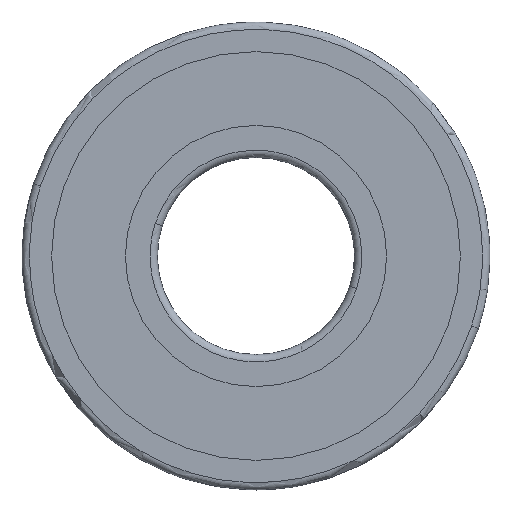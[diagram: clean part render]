
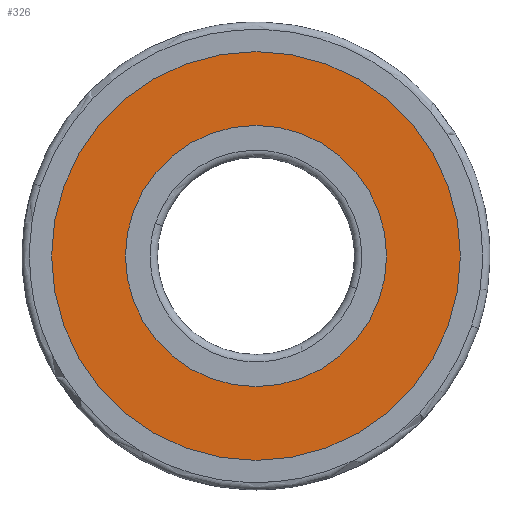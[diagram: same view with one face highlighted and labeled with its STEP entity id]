
A CAD part, left-side view. The second image highlights one B-rep face of the part: STEP entity #326.
In plain terms, the highlighted planar face has unit normal (-1, 0, 0).
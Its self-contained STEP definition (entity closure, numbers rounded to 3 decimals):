
#16 = VERTEX_POINT ( 'NONE', #104 ) ;
#19 = AXIS2_PLACEMENT_3D ( 'NONE', #42, #466, #187 ) ;
#42 = CARTESIAN_POINT ( 'NONE',  ( 0.64, 0., 0. ) ) ;
#45 = VERTEX_POINT ( 'NONE', #180 ) ;
#54 = CARTESIAN_POINT ( 'NONE',  ( 0.64, 0., -8.3 ) ) ;
#79 = EDGE_CURVE ( 'NONE', #16, #207, #437, .T. ) ;
#99 = DIRECTION ( 'NONE',  ( 1., 0., 0. ) ) ;
#104 = CARTESIAN_POINT ( 'NONE',  ( 0.64, 0., 8.3 ) ) ;
#115 = EDGE_CURVE ( 'NONE', #245, #45, #695, .T. ) ;
#127 = AXIS2_PLACEMENT_3D ( 'NONE', #317, #587, #244 ) ;
#130 = ORIENTED_EDGE ( 'NONE', *, *, #79, .F. ) ;
#165 = ORIENTED_EDGE ( 'NONE', *, *, #737, .F. ) ;
#177 = DIRECTION ( 'NONE',  ( 0., 0., -1. ) ) ;
#178 = EDGE_LOOP ( 'NONE', ( #130, #165 ) ) ;
#180 = CARTESIAN_POINT ( 'NONE',  ( 0.64, 0., -5.3 ) ) ;
#183 = DIRECTION ( 'NONE',  ( 0., 0., 1. ) ) ;
#187 = DIRECTION ( 'NONE',  ( 0., 0., -1. ) ) ;
#207 = VERTEX_POINT ( 'NONE', #54 ) ;
#244 = DIRECTION ( 'NONE',  ( 0., 0., -1. ) ) ;
#245 = VERTEX_POINT ( 'NONE', #643 ) ;
#248 = ORIENTED_EDGE ( 'NONE', *, *, #554, .T. ) ;
#264 = EDGE_LOOP ( 'NONE', ( #248, #342 ) ) ;
#317 = CARTESIAN_POINT ( 'NONE',  ( 0.64, 0., 0. ) ) ;
#326 = ADVANCED_FACE ( 'NONE', ( #797, #722 ), #665, .T. ) ;
#342 = ORIENTED_EDGE ( 'NONE', *, *, #115, .T. ) ;
#437 = CIRCLE ( 'NONE', #627, 8.3 ) ;
#452 = CARTESIAN_POINT ( 'NONE',  ( 0.64, 0., 0. ) ) ;
#462 = AXIS2_PLACEMENT_3D ( 'NONE', #653, #532, #183 ) ;
#466 = DIRECTION ( 'NONE',  ( 1., 0., 0. ) ) ;
#492 = DIRECTION ( 'NONE',  ( 1., 0., 0. ) ) ;
#532 = DIRECTION ( 'NONE',  ( -1., 0., 0. ) ) ;
#554 = EDGE_CURVE ( 'NONE', #45, #245, #710, .T. ) ;
#560 = CARTESIAN_POINT ( 'NONE',  ( 0.64, 0., 0. ) ) ;
#580 = CIRCLE ( 'NONE', #19, 8.3 ) ;
#587 = DIRECTION ( 'NONE',  ( 1., 0., 0. ) ) ;
#627 = AXIS2_PLACEMENT_3D ( 'NONE', #452, #99, #177 ) ;
#643 = CARTESIAN_POINT ( 'NONE',  ( 0.64, 0., 5.3 ) ) ;
#653 = CARTESIAN_POINT ( 'NONE',  ( 0.64, 8.3, 0. ) ) ;
#665 = PLANE ( 'NONE',  #462 ) ;
#683 = DIRECTION ( 'NONE',  ( 0., 0., -1. ) ) ;
#695 = CIRCLE ( 'NONE', #127, 5.3 ) ;
#710 = CIRCLE ( 'NONE', #834, 5.3 ) ;
#722 = FACE_OUTER_BOUND ( 'NONE', #178, .T. ) ;
#737 = EDGE_CURVE ( 'NONE', #207, #16, #580, .T. ) ;
#797 = FACE_BOUND ( 'NONE', #264, .T. ) ;
#834 = AXIS2_PLACEMENT_3D ( 'NONE', #560, #492, #683 ) ;
